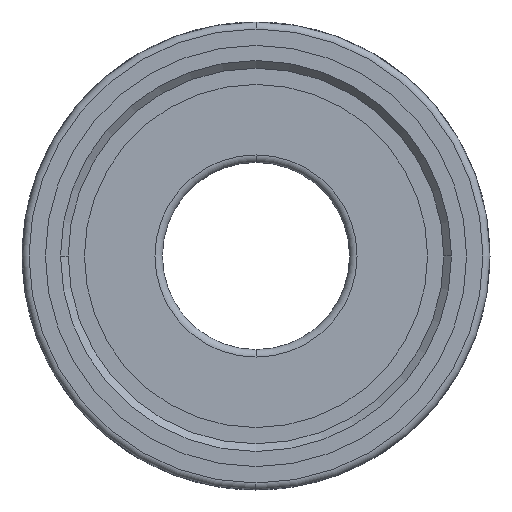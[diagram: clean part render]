
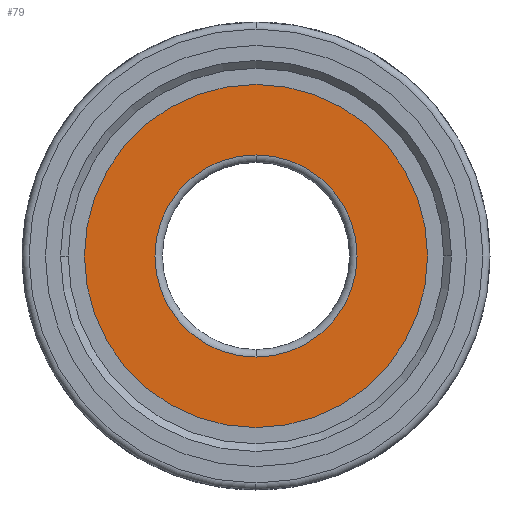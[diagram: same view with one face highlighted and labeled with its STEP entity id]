
A CAD part, left-side view. The second image highlights one B-rep face of the part: STEP entity #79.
In plain terms, the highlighted planar face has unit normal (-1, 0, 0).
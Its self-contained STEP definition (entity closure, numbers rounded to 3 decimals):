
#79=ADVANCED_FACE('',(#195,#196),#197,.T.);
#195=FACE_OUTER_BOUND('',#408,.T.);
#196=FACE_BOUND('',#409,.T.);
#197=PLANE('',#410);
#408=EDGE_LOOP('',(#697,#698));
#409=EDGE_LOOP('',(#699,#700));
#410=AXIS2_PLACEMENT_3D('',#701,#702,#703);
#697=ORIENTED_EDGE('',*,*,#1456,.T.);
#698=ORIENTED_EDGE('',*,*,#1410,.T.);
#699=ORIENTED_EDGE('',*,*,#1451,.F.);
#700=ORIENTED_EDGE('',*,*,#1454,.F.);
#701=CARTESIAN_POINT('',(18.2,0.0,0.0));
#702=DIRECTION('',(-1.0,0.0,0.0));
#703=DIRECTION('',(0.0,0.0,1.0));
#1410=EDGE_CURVE('',#1671,#1668,#1672,.T.);
#1451=EDGE_CURVE('',#1746,#1748,#1749,.T.);
#1454=EDGE_CURVE('',#1748,#1746,#1752,.T.);
#1456=EDGE_CURVE('',#1668,#1671,#1754,.T.);
#1668=VERTEX_POINT('',#2088);
#1671=VERTEX_POINT('',#2092);
#1672=CIRCLE('',#2093,33.0);
#1746=VERTEX_POINT('',#2184);
#1748=VERTEX_POINT('',#2186);
#1749=CIRCLE('',#2187,19.44);
#1752=CIRCLE('',#2190,19.44);
#1754=CIRCLE('',#2192,33.0);
#2088=CARTESIAN_POINT('',(18.2,0.0,-33.0));
#2092=CARTESIAN_POINT('',(18.2,0.,33.0));
#2093=AXIS2_PLACEMENT_3D('',#2648,#2649,#2650);
#2184=CARTESIAN_POINT('',(18.2,0.,19.44));
#2186=CARTESIAN_POINT('',(18.2,0.,-19.44));
#2187=AXIS2_PLACEMENT_3D('',#2737,#2738,#2739);
#2190=AXIS2_PLACEMENT_3D('',#2746,#2747,#2748);
#2192=AXIS2_PLACEMENT_3D('',#2752,#2753,#2754);
#2648=CARTESIAN_POINT('',(18.2,0.0,0.0));
#2649=DIRECTION('',(-1.0,0.0,0.0));
#2650=DIRECTION('',(0.0,0.0,-1.0));
#2737=CARTESIAN_POINT('',(18.2,0.0,0.));
#2738=DIRECTION('',(-1.0,0.0,0.0));
#2739=DIRECTION('',(0.0,0.0,1.0));
#2746=CARTESIAN_POINT('',(18.2,0.0,0.));
#2747=DIRECTION('',(-1.0,0.0,0.0));
#2748=DIRECTION('',(0.0,0.0,1.0));
#2752=CARTESIAN_POINT('',(18.2,0.0,0.0));
#2753=DIRECTION('',(-1.0,0.0,0.0));
#2754=DIRECTION('',(0.0,0.0,-1.0));
